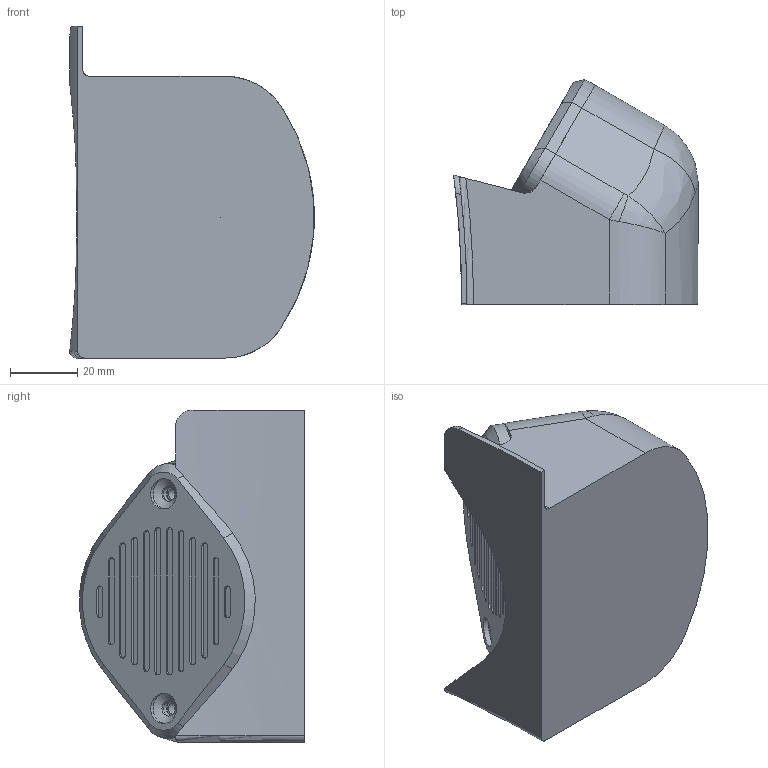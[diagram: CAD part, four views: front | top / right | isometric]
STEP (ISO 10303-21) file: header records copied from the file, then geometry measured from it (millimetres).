
FILE_DESCRIPTION(/* description */ (''),/* implementation_level */ '2;1');
FILE_NAME(/* name */ 'Headrest Speaker Mount 3 v30.step',/* time_stamp */ '2022-09-04T13:50:21+09:00',/* author */ (''),/* organization */ (''),/* preprocessor_version */ 'ST-DEVELOPER v19',/* originating_system */ 'Autodesk Translation Framework v11.7.0.108',/* authorisation */ '');
FILE_SCHEMA (('AUTOMOTIVE_DESIGN { 1 0 10303 214 3 1 1 }'));
Length unit declared in the file: millimetre
Products named in the file (1): Headrest Speaker Mount 3
Bounding box: 72.96 x 67.05 x 99 mm (x, y, z)
Volume: 203427.8 mm3; surface area: 48857.2 mm2
Topology: 3 solids, 3 shells, 152 faces, 401 edges, 260 vertices
Faces by surface type: plane 74, cylinder 62, bspline 7, cone 7, torus 2
Full cylindrical faces by diameter (mm): 3.7 x2, 4.5 x2, 4.6 x2, 7 x2, 9 x2, 45 x1, 52 x1, 54 x1
Entity records: 5079 total; most frequent: CARTESIAN_POINT 1128, DIRECTION 823, ORIENTED_EDGE 798, EDGE_CURVE 399, AXIS2_PLACEMENT_3D 291, VERTEX_POINT 260, LINE 241, VECTOR 241
